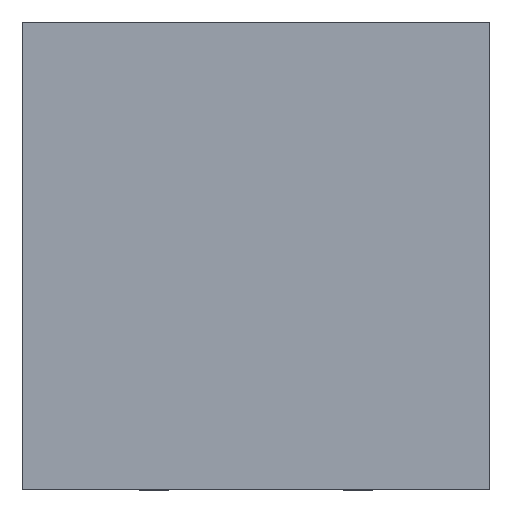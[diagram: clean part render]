
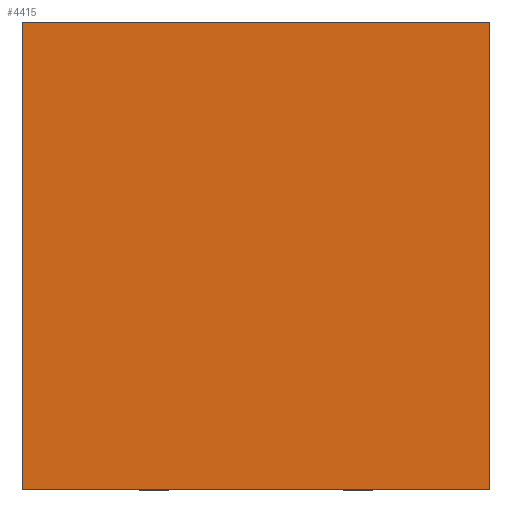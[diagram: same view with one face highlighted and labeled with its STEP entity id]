
A CAD part, top view. The second image highlights one B-rep face of the part: STEP entity #4415.
In plain terms, the highlighted planar face has unit normal (0, 0, 1).
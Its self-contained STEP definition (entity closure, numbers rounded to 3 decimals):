
#914=ORIENTED_EDGE('',*,*,#1324,.T.);
#915=ORIENTED_EDGE('',*,*,#1328,.T.);
#916=ORIENTED_EDGE('',*,*,#1331,.T.);
#917=ORIENTED_EDGE('',*,*,#1333,.T.);
#1324=EDGE_CURVE('',#1616,#1615,#1986,.T.);
#1328=EDGE_CURVE('',#1615,#1618,#1990,.T.);
#1331=EDGE_CURVE('',#1618,#1620,#1993,.T.);
#1333=EDGE_CURVE('',#1620,#1616,#1995,.T.);
#1615=VERTEX_POINT('',#6854);
#1616=VERTEX_POINT('',#6856);
#1618=VERTEX_POINT('',#6862);
#1620=VERTEX_POINT('',#6868);
#1986=LINE('',#6855,#2361);
#1990=LINE('',#6863,#2365);
#1993=LINE('',#6869,#2368);
#1995=LINE('',#6872,#2370);
#2361=VECTOR('',#5431,1000.);
#2365=VECTOR('',#5437,1000.);
#2368=VECTOR('',#5442,1000.);
#2370=VECTOR('',#5446,1000.);
#2608=EDGE_LOOP('',(#914,#915,#916,#917));
#2847=FACE_BOUND('',#2608,.T.);
#3009=PLANE('',#4645);
#4415=ADVANCED_FACE('',(#2847),#3009,.T.);
#4645=AXIS2_PLACEMENT_3D('',#6873,#5447,#5448);
#5431=DIRECTION('',(0.,-1.,0.));
#5437=DIRECTION('',(1.,0.,0.));
#5442=DIRECTION('',(0.,1.,0.));
#5446=DIRECTION('',(-1.,0.,0.));
#5447=DIRECTION('',(0.,0.,1.));
#5448=DIRECTION('',(1.,0.,0.));
#6854=CARTESIAN_POINT('',(-0.8,-0.8,0.9));
#6855=CARTESIAN_POINT('',(-0.8,0.8,0.9));
#6856=CARTESIAN_POINT('',(-0.8,0.8,0.9));
#6862=CARTESIAN_POINT('',(0.8,-0.8,0.9));
#6863=CARTESIAN_POINT('',(-0.8,-0.8,0.9));
#6868=CARTESIAN_POINT('',(0.8,0.8,0.9));
#6869=CARTESIAN_POINT('',(0.8,-0.8,0.9));
#6872=CARTESIAN_POINT('',(0.8,0.8,0.9));
#6873=CARTESIAN_POINT('',(0.,0.,0.9));
